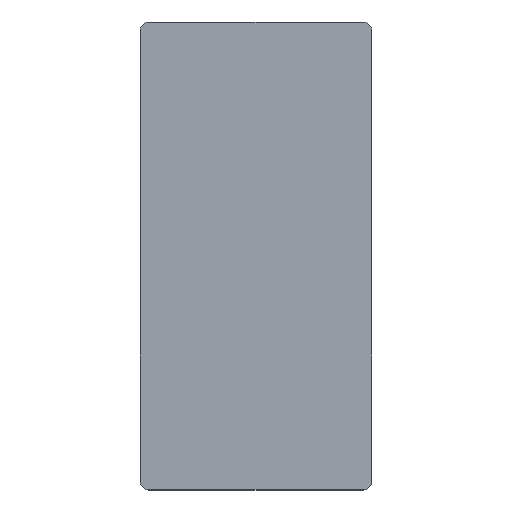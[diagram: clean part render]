
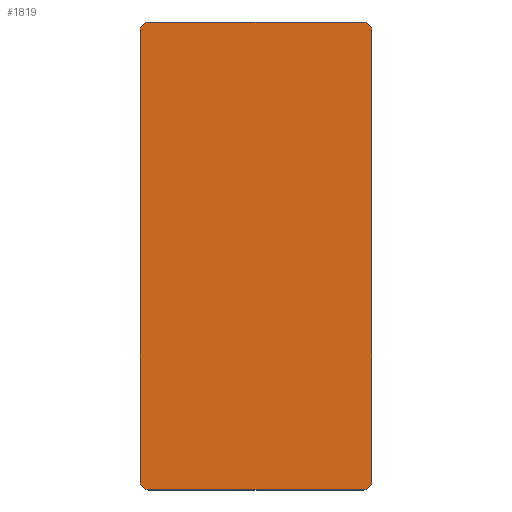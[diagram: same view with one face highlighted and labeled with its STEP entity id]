
A CAD part, top view. The second image highlights one B-rep face of the part: STEP entity #1819.
In plain terms, the highlighted planar face has unit normal (0, 0, 1).
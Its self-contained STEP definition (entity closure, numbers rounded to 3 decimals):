
#1662=CARTESIAN_POINT('',(13.2,25.65,8.91));
#1663=VERTEX_POINT('',#1662);
#1670=CARTESIAN_POINT('',(13.2,-25.65,8.91));
#1671=VERTEX_POINT('',#1670);
#1672=CARTESIAN_POINT('',(13.2,25.65,8.91));
#1673=DIRECTION('',(0.,-1.,0.));
#1674=VECTOR('',#1673,51.3);
#1675=LINE('',#1672,#1674);
#1676=EDGE_CURVE('',#1663,#1671,#1675,.T.);
#1692=CARTESIAN_POINT('',(-12.2,26.65,8.91));
#1693=VERTEX_POINT('',#1692);
#1694=CARTESIAN_POINT('',(12.2,26.65,8.91));
#1695=VERTEX_POINT('',#1694);
#1696=CARTESIAN_POINT('',(-12.2,26.65,8.91));
#1697=DIRECTION('',(1.,0.,0.));
#1698=VECTOR('',#1697,24.4);
#1699=LINE('',#1696,#1698);
#1700=EDGE_CURVE('',#1693,#1695,#1699,.T.);
#1723=CARTESIAN_POINT('',(-13.2,-25.65,8.91));
#1724=VERTEX_POINT('',#1723);
#1725=CARTESIAN_POINT('',(-13.2,25.65,8.91));
#1726=VERTEX_POINT('',#1725);
#1727=CARTESIAN_POINT('',(-13.2,-25.65,8.91));
#1728=DIRECTION('',(-0.,1.,0.));
#1729=VECTOR('',#1728,51.3);
#1730=LINE('',#1727,#1729);
#1731=EDGE_CURVE('',#1724,#1726,#1730,.T.);
#1754=CARTESIAN_POINT('',(12.2,-26.65,8.91));
#1755=VERTEX_POINT('',#1754);
#1756=CARTESIAN_POINT('',(-12.2,-26.65,8.91));
#1757=VERTEX_POINT('',#1756);
#1758=CARTESIAN_POINT('',(12.2,-26.65,8.91));
#1759=DIRECTION('',(-1.,-0.,0.));
#1760=VECTOR('',#1759,24.4);
#1761=LINE('',#1758,#1760);
#1762=EDGE_CURVE('',#1755,#1757,#1761,.T.);
#1780=CARTESIAN_POINT('',(0.,0.,8.91));
#1781=DIRECTION('',(0.,0.,1.));
#1782=DIRECTION('',(1.,0.,0.));
#1783=AXIS2_PLACEMENT_3D('',#1780,#1781,#1782);
#1784=PLANE('',#1783);
#1785=ORIENTED_EDGE('',*,*,#1676,.F.);
#1786=CARTESIAN_POINT('',(12.2,25.65,8.91));
#1787=DIRECTION('',(0.,0.,1.));
#1788=DIRECTION('',(1.,0.,-0.));
#1789=AXIS2_PLACEMENT_3D('',#1786,#1787,#1788);
#1790=CIRCLE('',#1789,1.);
#1791=EDGE_CURVE('',#1663,#1695,#1790,.T.);
#1792=ORIENTED_EDGE('',*,*,#1791,.T.);
#1793=ORIENTED_EDGE('',*,*,#1700,.F.);
#1794=CARTESIAN_POINT('',(-12.2,25.65,8.91));
#1795=DIRECTION('',(0.,0.,1.));
#1796=DIRECTION('',(1.,0.,-0.));
#1797=AXIS2_PLACEMENT_3D('',#1794,#1795,#1796);
#1798=CIRCLE('',#1797,1.);
#1799=EDGE_CURVE('',#1693,#1726,#1798,.T.);
#1800=ORIENTED_EDGE('',*,*,#1799,.T.);
#1801=ORIENTED_EDGE('',*,*,#1731,.F.);
#1802=CARTESIAN_POINT('',(-12.2,-25.65,8.91));
#1803=DIRECTION('',(0.,0.,1.));
#1804=DIRECTION('',(1.,0.,-0.));
#1805=AXIS2_PLACEMENT_3D('',#1802,#1803,#1804);
#1806=CIRCLE('',#1805,1.);
#1807=EDGE_CURVE('',#1724,#1757,#1806,.T.);
#1808=ORIENTED_EDGE('',*,*,#1807,.T.);
#1809=ORIENTED_EDGE('',*,*,#1762,.F.);
#1810=CARTESIAN_POINT('',(12.2,-25.65,8.91));
#1811=DIRECTION('',(0.,0.,1.));
#1812=DIRECTION('',(1.,0.,-0.));
#1813=AXIS2_PLACEMENT_3D('',#1810,#1811,#1812);
#1814=CIRCLE('',#1813,1.);
#1815=EDGE_CURVE('',#1755,#1671,#1814,.T.);
#1816=ORIENTED_EDGE('',*,*,#1815,.T.);
#1817=EDGE_LOOP('',(#1785,#1792,#1793,#1800,#1801,#1808,#1809,#1816));
#1818=FACE_BOUND('',#1817,.T.);
#1819=ADVANCED_FACE('',(#1818),#1784,.T.);
